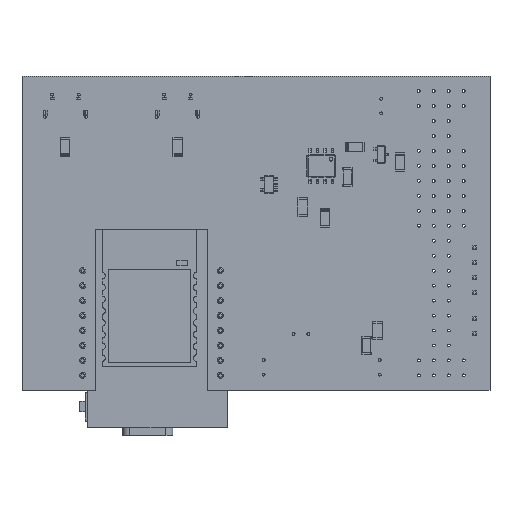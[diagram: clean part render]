
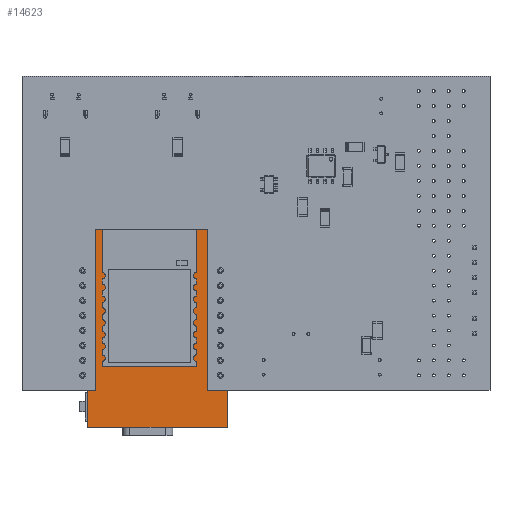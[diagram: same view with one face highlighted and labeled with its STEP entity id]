
A CAD part, top view. The second image highlights one B-rep face of the part: STEP entity #14623.
In plain terms, the highlighted face is planar.
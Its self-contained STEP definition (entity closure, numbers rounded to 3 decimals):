
#13764 = VERTEX_POINT('',#13765);
#13765 = CARTESIAN_POINT('',(0.2,1.5,3.518));
#13771 = EDGE_CURVE('',#13772,#13764,#13774,.T.);
#13772 = VERTEX_POINT('',#13773);
#13773 = CARTESIAN_POINT('',(2.888,1.5,0.));
#13774 = LINE('',#13775,#13776);
#13775 = CARTESIAN_POINT('',(0.636,1.5,2.947));
#13776 = VECTOR('',#13777,1.);
#13777 = DIRECTION('',(-0.607,0.,0.795));
#13804 = VERTEX_POINT('',#13805);
#13805 = CARTESIAN_POINT('',(23.126,1.5,0.));
#13811 = EDGE_CURVE('',#13812,#13804,#13814,.T.);
#13812 = VERTEX_POINT('',#13813);
#13813 = CARTESIAN_POINT('',(25.95,1.5,3.653));
#13814 = LINE('',#13815,#13816);
#13815 = CARTESIAN_POINT('',(26.8,1.5,4.752));
#13816 = VECTOR('',#13817,1.);
#13817 = DIRECTION('',(-0.612,0.,-0.791));
#13843 = VERTEX_POINT('',#13844);
#13844 = CARTESIAN_POINT('',(0.2,1.5,27.04));
#13850 = EDGE_CURVE('',#13764,#13843,#13851,.T.);
#13851 = LINE('',#13852,#13853);
#13852 = CARTESIAN_POINT('',(0.2,1.5,27.04));
#13853 = VECTOR('',#13854,1.);
#13854 = DIRECTION('',(0.,0.,1.));
#14097 = VERTEX_POINT('',#14098);
#14098 = CARTESIAN_POINT('',(0.9,1.5,17.86));
#14104 = EDGE_CURVE('',#14097,#14097,#14105,.T.);
#14105 = CIRCLE('',#14106,0.5);
#14106 = AXIS2_PLACEMENT_3D('',#14107,#14108,#14109);
#14107 = CARTESIAN_POINT('',(1.4,1.5,17.86));
#14108 = DIRECTION('',(0.,-1.,0.));
#14109 = DIRECTION('',(1.,0.,0.));
#14122 = VERTEX_POINT('',#14123);
#14123 = CARTESIAN_POINT('',(0.9,1.5,10.24));
#14129 = EDGE_CURVE('',#14122,#14122,#14130,.T.);
#14130 = CIRCLE('',#14131,0.5);
#14131 = AXIS2_PLACEMENT_3D('',#14132,#14133,#14134);
#14132 = CARTESIAN_POINT('',(1.4,1.5,10.24));
#14133 = DIRECTION('',(0.,-1.,0.));
#14134 = DIRECTION('',(1.,0.,0.));
#14147 = VERTEX_POINT('',#14148);
#14148 = CARTESIAN_POINT('',(24.25,1.5,25.48));
#14154 = EDGE_CURVE('',#14147,#14147,#14155,.T.);
#14155 = CIRCLE('',#14156,0.5);
#14156 = AXIS2_PLACEMENT_3D('',#14157,#14158,#14159);
#14157 = CARTESIAN_POINT('',(24.75,1.5,25.48));
#14158 = DIRECTION('',(0.,-1.,0.));
#14159 = DIRECTION('',(1.,0.,0.));
#14172 = VERTEX_POINT('',#14173);
#14173 = CARTESIAN_POINT('',(24.25,1.5,7.7));
#14179 = EDGE_CURVE('',#14172,#14172,#14180,.T.);
#14180 = CIRCLE('',#14181,0.5);
#14181 = AXIS2_PLACEMENT_3D('',#14182,#14183,#14184);
#14182 = CARTESIAN_POINT('',(24.75,1.5,7.7));
#14183 = DIRECTION('',(0.,-1.,0.));
#14184 = DIRECTION('',(1.,0.,0.));
#14197 = VERTEX_POINT('',#14198);
#14198 = CARTESIAN_POINT('',(24.25,1.5,12.78));
#14204 = EDGE_CURVE('',#14197,#14197,#14205,.T.);
#14205 = CIRCLE('',#14206,0.5);
#14206 = AXIS2_PLACEMENT_3D('',#14207,#14208,#14209);
#14207 = CARTESIAN_POINT('',(24.75,1.5,12.78));
#14208 = DIRECTION('',(0.,-1.,0.));
#14209 = DIRECTION('',(1.,0.,0.));
#14222 = VERTEX_POINT('',#14223);
#14223 = CARTESIAN_POINT('',(24.25,1.5,10.24));
#14229 = EDGE_CURVE('',#14222,#14222,#14230,.T.);
#14230 = CIRCLE('',#14231,0.5);
#14231 = AXIS2_PLACEMENT_3D('',#14232,#14233,#14234);
#14232 = CARTESIAN_POINT('',(24.75,1.5,10.24));
#14233 = DIRECTION('',(0.,-1.,0.));
#14234 = DIRECTION('',(1.,0.,0.));
#14247 = VERTEX_POINT('',#14248);
#14248 = CARTESIAN_POINT('',(0.9,1.5,20.4));
#14254 = EDGE_CURVE('',#14247,#14247,#14255,.T.);
#14255 = CIRCLE('',#14256,0.5);
#14256 = AXIS2_PLACEMENT_3D('',#14257,#14258,#14259);
#14257 = CARTESIAN_POINT('',(1.4,1.5,20.4));
#14258 = DIRECTION('',(0.,-1.,0.));
#14259 = DIRECTION('',(1.,0.,0.));
#14272 = VERTEX_POINT('',#14273);
#14273 = CARTESIAN_POINT('',(0.9,1.5,22.94));
#14279 = EDGE_CURVE('',#14272,#14272,#14280,.T.);
#14280 = CIRCLE('',#14281,0.5);
#14281 = AXIS2_PLACEMENT_3D('',#14282,#14283,#14284);
#14282 = CARTESIAN_POINT('',(1.4,1.5,22.94));
#14283 = DIRECTION('',(0.,-1.,0.));
#14284 = DIRECTION('',(1.,0.,0.));
#14297 = VERTEX_POINT('',#14298);
#14298 = CARTESIAN_POINT('',(0.9,1.5,15.32));
#14304 = EDGE_CURVE('',#14297,#14297,#14305,.T.);
#14305 = CIRCLE('',#14306,0.5);
#14306 = AXIS2_PLACEMENT_3D('',#14307,#14308,#14309);
#14307 = CARTESIAN_POINT('',(1.4,1.5,15.32));
#14308 = DIRECTION('',(0.,-1.,0.));
#14309 = DIRECTION('',(1.,0.,0.));
#14322 = VERTEX_POINT('',#14323);
#14323 = CARTESIAN_POINT('',(24.25,1.5,22.94));
#14329 = EDGE_CURVE('',#14322,#14322,#14330,.T.);
#14330 = CIRCLE('',#14331,0.5);
#14331 = AXIS2_PLACEMENT_3D('',#14332,#14333,#14334);
#14332 = CARTESIAN_POINT('',(24.75,1.5,22.94));
#14333 = DIRECTION('',(0.,-1.,0.));
#14334 = DIRECTION('',(1.,0.,0.));
#14347 = VERTEX_POINT('',#14348);
#14348 = CARTESIAN_POINT('',(24.25,1.5,20.4));
#14354 = EDGE_CURVE('',#14347,#14347,#14355,.T.);
#14355 = CIRCLE('',#14356,0.5);
#14356 = AXIS2_PLACEMENT_3D('',#14357,#14358,#14359);
#14357 = CARTESIAN_POINT('',(24.75,1.5,20.4));
#14358 = DIRECTION('',(0.,-1.,0.));
#14359 = DIRECTION('',(1.,0.,0.));
#14372 = VERTEX_POINT('',#14373);
#14373 = CARTESIAN_POINT('',(0.9,1.5,7.7));
#14379 = EDGE_CURVE('',#14372,#14372,#14380,.T.);
#14380 = CIRCLE('',#14381,0.5);
#14381 = AXIS2_PLACEMENT_3D('',#14382,#14383,#14384);
#14382 = CARTESIAN_POINT('',(1.4,1.5,7.7));
#14383 = DIRECTION('',(0.,-1.,0.));
#14384 = DIRECTION('',(1.,0.,0.));
#14397 = VERTEX_POINT('',#14398);
#14398 = CARTESIAN_POINT('',(24.25,1.5,15.32));
#14404 = EDGE_CURVE('',#14397,#14397,#14405,.T.);
#14405 = CIRCLE('',#14406,0.5);
#14406 = AXIS2_PLACEMENT_3D('',#14407,#14408,#14409);
#14407 = CARTESIAN_POINT('',(24.75,1.5,15.32));
#14408 = DIRECTION('',(0.,-1.,0.));
#14409 = DIRECTION('',(1.,0.,0.));
#14422 = VERTEX_POINT('',#14423);
#14423 = CARTESIAN_POINT('',(24.25,1.5,17.86));
#14429 = EDGE_CURVE('',#14422,#14422,#14430,.T.);
#14430 = CIRCLE('',#14431,0.5);
#14431 = AXIS2_PLACEMENT_3D('',#14432,#14433,#14434);
#14432 = CARTESIAN_POINT('',(24.75,1.5,17.86));
#14433 = DIRECTION('',(0.,-1.,0.));
#14434 = DIRECTION('',(1.,0.,0.));
#14447 = VERTEX_POINT('',#14448);
#14448 = CARTESIAN_POINT('',(0.9,1.5,12.78));
#14454 = EDGE_CURVE('',#14447,#14447,#14455,.T.);
#14455 = CIRCLE('',#14456,0.5);
#14456 = AXIS2_PLACEMENT_3D('',#14457,#14458,#14459);
#14457 = CARTESIAN_POINT('',(1.4,1.5,12.78));
#14458 = DIRECTION('',(0.,-1.,0.));
#14459 = DIRECTION('',(1.,0.,0.));
#14472 = VERTEX_POINT('',#14473);
#14473 = CARTESIAN_POINT('',(0.9,1.5,25.48));
#14479 = EDGE_CURVE('',#14472,#14472,#14480,.T.);
#14480 = CIRCLE('',#14481,0.5);
#14481 = AXIS2_PLACEMENT_3D('',#14482,#14483,#14484);
#14482 = CARTESIAN_POINT('',(1.4,1.5,25.48));
#14483 = DIRECTION('',(0.,-1.,0.));
#14484 = DIRECTION('',(1.,0.,0.));
#14498 = VERTEX_POINT('',#14499);
#14499 = CARTESIAN_POINT('',(2.232,1.5,34.24));
#14505 = EDGE_CURVE('',#14506,#14498,#14508,.T.);
#14506 = VERTEX_POINT('',#14507);
#14507 = CARTESIAN_POINT('',(2.232,1.5,28.383));
#14508 = LINE('',#14509,#14510);
#14509 = CARTESIAN_POINT('',(2.232,1.5,34.24));
#14510 = VECTOR('',#14511,1.);
#14511 = DIRECTION('',(0.,0.,1.));
#14528 = VERTEX_POINT('',#14529);
#14529 = CARTESIAN_POINT('',(0.89,1.5,27.04));
#14535 = EDGE_CURVE('',#14528,#14506,#14536,.T.);
#14536 = CIRCLE('',#14537,1.342);
#14537 = AXIS2_PLACEMENT_3D('',#14538,#14539,#14540);
#14538 = CARTESIAN_POINT('',(0.89,1.5,28.383));
#14539 = DIRECTION('',(0.,-1.,0.));
#14540 = DIRECTION('',(1.,0.,0.));
#14554 = EDGE_CURVE('',#13843,#14528,#14555,.T.);
#14555 = LINE('',#14556,#14557);
#14556 = CARTESIAN_POINT('',(0.2,1.5,27.04));
#14557 = VECTOR('',#14558,1.);
#14558 = DIRECTION('',(1.,0.,0.));
#14570 = EDGE_CURVE('',#13804,#13772,#14571,.T.);
#14571 = LINE('',#14572,#14573);
#14572 = CARTESIAN_POINT('',(2.089,1.5,0.));
#14573 = VECTOR('',#14574,1.);
#14574 = DIRECTION('',(-1.,0.,0.));
#14587 = EDGE_CURVE('',#14588,#13812,#14590,.T.);
#14588 = VERTEX_POINT('',#14589);
#14589 = CARTESIAN_POINT('',(25.95,1.5,34.24));
#14590 = LINE('',#14591,#14592);
#14591 = CARTESIAN_POINT('',(25.95,1.5,1.719));
#14592 = VECTOR('',#14593,1.);
#14593 = DIRECTION('',(0.,0.,-1.));
#14612 = EDGE_CURVE('',#14498,#14588,#14613,.T.);
#14613 = LINE('',#14614,#14615);
#14614 = CARTESIAN_POINT('',(7.59,1.5,34.24));
#14615 = VECTOR('',#14616,1.);
#14616 = DIRECTION('',(1.,0.,0.));
#14623 = ADVANCED_FACE('',(#14624,#14635,#14638,#14641,#14644,#14647,
    #14650,#14653,#14656,#14659,#14662,#14665,#14668,#14671,#14674,
    #14677,#14680),#14683,.T.);
#14624 = FACE_BOUND('',#14625,.T.);
#14625 = EDGE_LOOP('',(#14626,#14627,#14628,#14629,#14630,#14631,#14632,
    #14633,#14634));
#14626 = ORIENTED_EDGE('',*,*,#13771,.T.);
#14627 = ORIENTED_EDGE('',*,*,#13850,.T.);
#14628 = ORIENTED_EDGE('',*,*,#14554,.T.);
#14629 = ORIENTED_EDGE('',*,*,#14535,.T.);
#14630 = ORIENTED_EDGE('',*,*,#14505,.T.);
#14631 = ORIENTED_EDGE('',*,*,#14612,.T.);
#14632 = ORIENTED_EDGE('',*,*,#14587,.T.);
#14633 = ORIENTED_EDGE('',*,*,#13811,.T.);
#14634 = ORIENTED_EDGE('',*,*,#14570,.T.);
#14635 = FACE_BOUND('',#14636,.T.);
#14636 = EDGE_LOOP('',(#14637));
#14637 = ORIENTED_EDGE('',*,*,#14104,.T.);
#14638 = FACE_BOUND('',#14639,.T.);
#14639 = EDGE_LOOP('',(#14640));
#14640 = ORIENTED_EDGE('',*,*,#14129,.T.);
#14641 = FACE_BOUND('',#14642,.T.);
#14642 = EDGE_LOOP('',(#14643));
#14643 = ORIENTED_EDGE('',*,*,#14154,.T.);
#14644 = FACE_BOUND('',#14645,.T.);
#14645 = EDGE_LOOP('',(#14646));
#14646 = ORIENTED_EDGE('',*,*,#14179,.T.);
#14647 = FACE_BOUND('',#14648,.T.);
#14648 = EDGE_LOOP('',(#14649));
#14649 = ORIENTED_EDGE('',*,*,#14204,.T.);
#14650 = FACE_BOUND('',#14651,.T.);
#14651 = EDGE_LOOP('',(#14652));
#14652 = ORIENTED_EDGE('',*,*,#14229,.T.);
#14653 = FACE_BOUND('',#14654,.T.);
#14654 = EDGE_LOOP('',(#14655));
#14655 = ORIENTED_EDGE('',*,*,#14254,.T.);
#14656 = FACE_BOUND('',#14657,.T.);
#14657 = EDGE_LOOP('',(#14658));
#14658 = ORIENTED_EDGE('',*,*,#14279,.T.);
#14659 = FACE_BOUND('',#14660,.T.);
#14660 = EDGE_LOOP('',(#14661));
#14661 = ORIENTED_EDGE('',*,*,#14304,.T.);
#14662 = FACE_BOUND('',#14663,.T.);
#14663 = EDGE_LOOP('',(#14664));
#14664 = ORIENTED_EDGE('',*,*,#14329,.T.);
#14665 = FACE_BOUND('',#14666,.T.);
#14666 = EDGE_LOOP('',(#14667));
#14667 = ORIENTED_EDGE('',*,*,#14354,.T.);
#14668 = FACE_BOUND('',#14669,.T.);
#14669 = EDGE_LOOP('',(#14670));
#14670 = ORIENTED_EDGE('',*,*,#14379,.T.);
#14671 = FACE_BOUND('',#14672,.T.);
#14672 = EDGE_LOOP('',(#14673));
#14673 = ORIENTED_EDGE('',*,*,#14404,.T.);
#14674 = FACE_BOUND('',#14675,.T.);
#14675 = EDGE_LOOP('',(#14676));
#14676 = ORIENTED_EDGE('',*,*,#14429,.T.);
#14677 = FACE_BOUND('',#14678,.T.);
#14678 = EDGE_LOOP('',(#14679));
#14679 = ORIENTED_EDGE('',*,*,#14454,.T.);
#14680 = FACE_BOUND('',#14681,.T.);
#14681 = EDGE_LOOP('',(#14682));
#14682 = ORIENTED_EDGE('',*,*,#14479,.T.);
#14683 = PLANE('',#14684);
#14684 = AXIS2_PLACEMENT_3D('',#14685,#14686,#14687);
#14685 = CARTESIAN_POINT('',(13.075,1.5,17.12));
#14686 = DIRECTION('',(0.,1.,0.));
#14687 = DIRECTION('',(1.,0.,0.));
